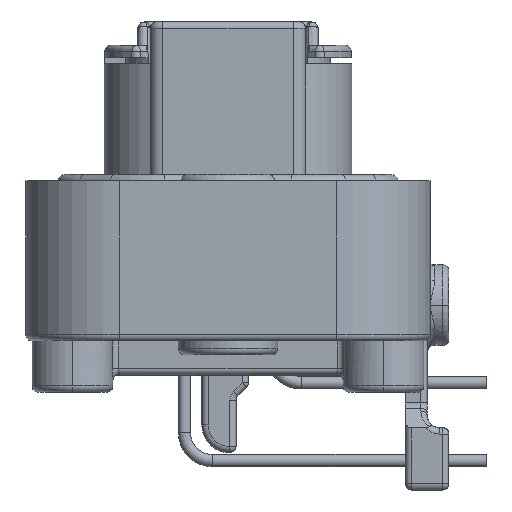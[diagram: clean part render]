
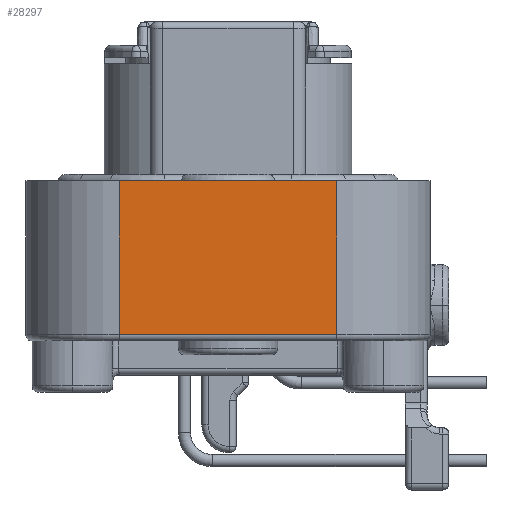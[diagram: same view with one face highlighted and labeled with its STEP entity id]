
A CAD part, left-side view. The second image highlights one B-rep face of the part: STEP entity #28297.
In plain terms, the highlighted planar face has unit normal (-1, 0, 0).
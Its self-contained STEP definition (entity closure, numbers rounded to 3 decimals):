
#151=DIRECTION('',(0.,-1.,0.));
#152=VECTOR('',#151,17.78);
#153=CARTESIAN_POINT('',(-30.48,8.89,-12.954));
#154=LINE('',#153,#152);
#9899=DIRECTION('',(0.,1.,0.));
#9900=VECTOR('',#9899,17.78);
#9901=CARTESIAN_POINT('',(-30.48,-8.89,-25.527));
#9902=LINE('',#9901,#9900);
#9903=DIRECTION('',(0.,0.,-1.));
#9904=VECTOR('',#9903,12.573);
#9905=CARTESIAN_POINT('',(-30.48,8.89,-12.954));
#9906=LINE('',#9905,#9904);
#9912=DIRECTION('',(0.,0.,-1.));
#9913=VECTOR('',#9912,12.573);
#9914=CARTESIAN_POINT('',(-30.48,-8.89,-12.954));
#9915=LINE('',#9914,#9913);
#12491=CARTESIAN_POINT('',(-30.48,8.89,-12.954));
#12492=VERTEX_POINT('',#12491);
#12493=CARTESIAN_POINT('',(-30.48,-8.89,-12.954));
#12494=VERTEX_POINT('',#12493);
#13100=CARTESIAN_POINT('',(-30.48,-8.89,-25.527));
#13102=VERTEX_POINT('',#13100);
#13105=CARTESIAN_POINT('',(-30.48,8.89,-25.527));
#13106=VERTEX_POINT('',#13105);
#28285=CARTESIAN_POINT('',(-30.48,8.89,-12.954));
#28286=DIRECTION('',(-1.,0.,0.));
#28287=DIRECTION('',(0.,-1.,0.));
#28288=AXIS2_PLACEMENT_3D('',#28285,#28286,#28287);
#28289=PLANE('',#28288);
#28290=ORIENTED_EDGE('',*,*,#28197,.T.);
#28291=ORIENTED_EDGE('',*,*,#28280,.F.);
#28292=ORIENTED_EDGE('',*,*,#15453,.T.);
#28294=ORIENTED_EDGE('',*,*,#28293,.T.);
#28295=EDGE_LOOP('',(#28290,#28291,#28292,#28294));
#28296=FACE_OUTER_BOUND('',#28295,.F.);
#28297=ADVANCED_FACE('',(#28296),#28289,.T.);
#15453=EDGE_CURVE('',#12492,#12494,#154,.T.);
#28197=EDGE_CURVE('',#13102,#13106,#9902,.T.);
#28280=EDGE_CURVE('',#12492,#13106,#9906,.T.);
#28293=EDGE_CURVE('',#12494,#13102,#9915,.T.);
